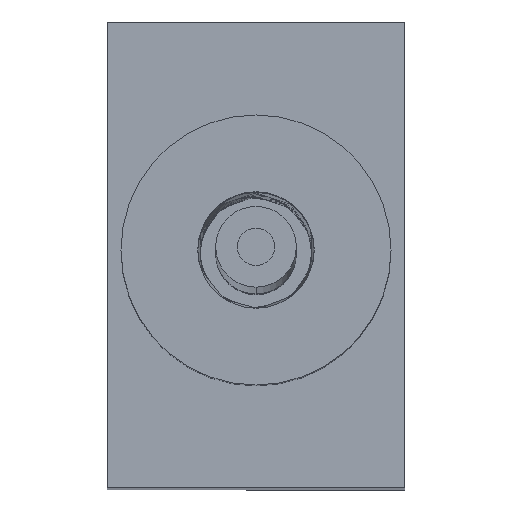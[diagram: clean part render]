
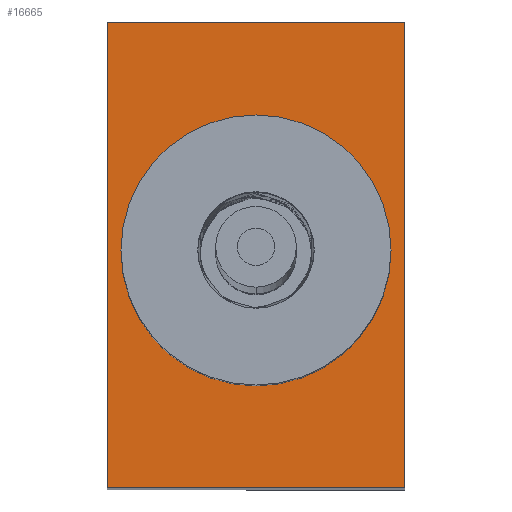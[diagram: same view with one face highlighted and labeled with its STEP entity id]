
A CAD part, top view. The second image highlights one B-rep face of the part: STEP entity #16665.
In plain terms, the highlighted planar face has unit normal (0, 0, 1).
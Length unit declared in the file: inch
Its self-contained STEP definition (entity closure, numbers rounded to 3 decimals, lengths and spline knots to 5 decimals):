
#15993=DIRECTION('',(0.,-1.,0.));
#15994=VECTOR('',#15993,0.5);
#15995=CARTESIAN_POINT('',(-0.16,0.25,0.75));
#15996=LINE('',#15995,#15994);
#16055=DIRECTION('',(1.,0.,0.));
#16056=VECTOR('',#16055,0.32);
#16057=CARTESIAN_POINT('',(-0.16,-0.25,0.75));
#16058=LINE('',#16057,#16056);
#16085=DIRECTION('',(0.,-1.,0.));
#16086=VECTOR('',#16085,0.5);
#16087=CARTESIAN_POINT('',(0.16,0.25,0.75));
#16088=LINE('',#16087,#16086);
#16165=DIRECTION('',(1.,0.,0.));
#16166=VECTOR('',#16165,0.32);
#16167=CARTESIAN_POINT('',(-0.16,0.25,0.75));
#16168=LINE('',#16167,#16166);
#16169=CARTESIAN_POINT('',(0.,0.,0.75));
#16170=DIRECTION('',(0.,0.,1.));
#16171=DIRECTION('',(1.,0.,0.));
#16172=AXIS2_PLACEMENT_3D('',#16169,#16170,#16171);
#16174=CARTESIAN_POINT('',(0.,0.,0.75));
#16175=DIRECTION('',(0.,0.,1.));
#16176=DIRECTION('',(-1.,0.,0.));
#16177=AXIS2_PLACEMENT_3D('',#16174,#16175,#16176);
#16324=CARTESIAN_POINT('',(-0.16,-0.25,0.75));
#16326=VERTEX_POINT('',#16324);
#16330=CARTESIAN_POINT('',(-0.16,0.25,0.75));
#16331=VERTEX_POINT('',#16330);
#16332=CARTESIAN_POINT('',(0.16,0.25,0.75));
#16333=CARTESIAN_POINT('',(0.16,-0.25,0.75));
#16334=VERTEX_POINT('',#16332);
#16335=VERTEX_POINT('',#16333);
#16360=CARTESIAN_POINT('',(0.105,0.,0.75));
#16361=CARTESIAN_POINT('',(-0.105,0.,0.75));
#16362=VERTEX_POINT('',#16360);
#16363=VERTEX_POINT('',#16361);
#16648=CARTESIAN_POINT('',(-0.16,0.25,0.75));
#16649=DIRECTION('',(0.,0.,1.));
#16650=DIRECTION('',(0.,-1.,0.));
#16651=AXIS2_PLACEMENT_3D('',#16648,#16649,#16650);
#16652=PLANE('',#16651);
#16653=ORIENTED_EDGE('',*,*,#16418,.F.);
#16655=ORIENTED_EDGE('',*,*,#16654,.T.);
#16656=ORIENTED_EDGE('',*,*,#16560,.T.);
#16657=ORIENTED_EDGE('',*,*,#16532,.F.);
#16658=EDGE_LOOP('',(#16653,#16655,#16656,#16657));
#16659=FACE_OUTER_BOUND('',#16658,.F.);
#16660=ORIENTED_EDGE('',*,*,#16627,.T.);
#16662=ORIENTED_EDGE('',*,*,#16661,.T.);
#16663=EDGE_LOOP('',(#16660,#16662));
#16664=FACE_BOUND('',#16663,.F.);
#16665=ADVANCED_FACE('',(#16659,#16664),#16652,.T.);
#16173=CIRCLE('',#16172,0.105);
#16178=CIRCLE('',#16177,0.105);
#16418=EDGE_CURVE('',#16331,#16326,#15996,.T.);
#16532=EDGE_CURVE('',#16326,#16335,#16058,.T.);
#16560=EDGE_CURVE('',#16334,#16335,#16088,.T.);
#16627=EDGE_CURVE('',#16362,#16363,#16173,.T.);
#16654=EDGE_CURVE('',#16331,#16334,#16168,.T.);
#16661=EDGE_CURVE('',#16363,#16362,#16178,.T.);
